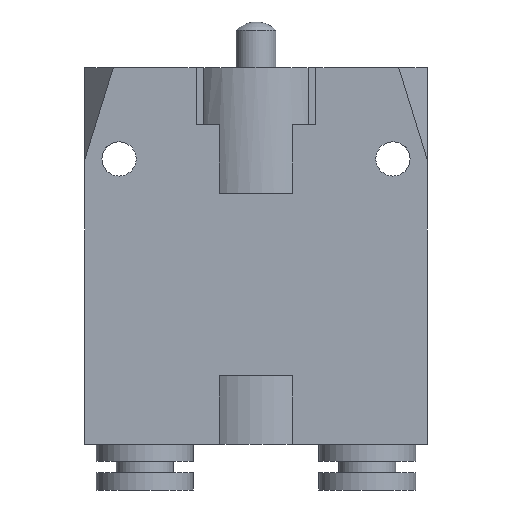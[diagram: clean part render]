
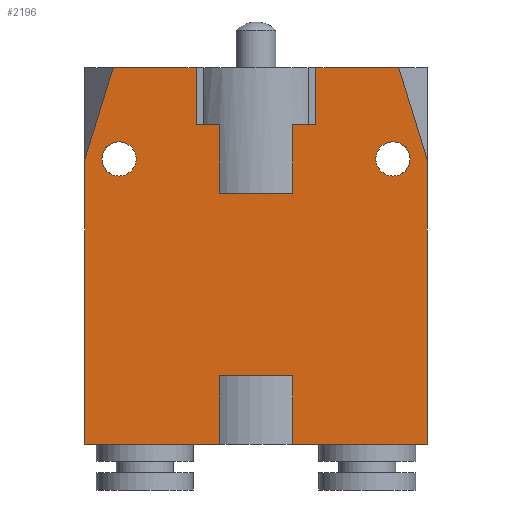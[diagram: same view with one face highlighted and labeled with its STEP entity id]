
A CAD part, front view. The second image highlights one B-rep face of the part: STEP entity #2196.
In plain terms, the highlighted planar face has unit normal (0, -1, 0).
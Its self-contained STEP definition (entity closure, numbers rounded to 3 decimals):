
#63=FACE_BOUND('',#366,.T.);
#64=FACE_BOUND('',#367,.T.);
#220=FACE_OUTER_BOUND('',#365,.T.);
#365=EDGE_LOOP('',(#1775,#1776,#1777,#1778,#1779,#1780,#1781,#1782,#1783,
#1784,#1785,#1786,#1787,#1788,#1789,#1790,#1791,#1792));
#366=EDGE_LOOP('',(#1793));
#367=EDGE_LOOP('',(#1794));
#415=CIRCLE('',#2318,1.5);
#417=CIRCLE('',#2321,1.5);
#428=LINE('',#3107,#640);
#441=LINE('',#3135,#653);
#448=LINE('',#3151,#660);
#511=LINE('',#3567,#723);
#513=LINE('',#3570,#725);
#517=LINE('',#3582,#729);
#566=LINE('',#3689,#778);
#570=LINE('',#3695,#782);
#571=LINE('',#3697,#783);
#573=LINE('',#3701,#785);
#575=LINE('',#3705,#787);
#576=LINE('',#3707,#788);
#579=LINE('',#3725,#791);
#585=LINE('',#3737,#797);
#600=LINE('',#3772,#812);
#602=LINE('',#3775,#814);
#624=LINE('',#3824,#836);
#625=LINE('',#3825,#837);
#640=VECTOR('',#2402,7.25);
#653=VECTOR('',#2417,7.25);
#660=VECTOR('',#2428,24.92);
#723=VECTOR('',#2595,8.458);
#725=VECTOR('',#2599,8.458);
#729=VECTOR('',#2607,6.4);
#778=VECTOR('',#2706,5.);
#782=VECTOR('',#2712,2.05);
#783=VECTOR('',#2715,6.);
#785=VECTOR('',#2719,6.);
#787=VECTOR('',#2723,2.05);
#788=VECTOR('',#2726,5.);
#791=VECTOR('',#2747,24.92);
#797=VECTOR('',#2755,6.);
#812=VECTOR('',#2786,6.);
#814=VECTOR('',#2790,6.4);
#836=VECTOR('',#2834,11.8);
#837=VECTOR('',#2835,11.8);
#861=VERTEX_POINT('',#3103);
#863=VERTEX_POINT('',#3106);
#876=VERTEX_POINT('',#3132);
#877=VERTEX_POINT('',#3134);
#883=VERTEX_POINT('',#3148);
#884=VERTEX_POINT('',#3150);
#957=VERTEX_POINT('',#3566);
#962=VERTEX_POINT('',#3579);
#963=VERTEX_POINT('',#3581);
#996=VERTEX_POINT('',#3688);
#997=VERTEX_POINT('',#3693);
#998=VERTEX_POINT('',#3699);
#999=VERTEX_POINT('',#3703);
#1000=VERTEX_POINT('',#3710);
#1002=VERTEX_POINT('',#3715);
#1005=VERTEX_POINT('',#3724);
#1008=VERTEX_POINT('',#3731);
#1010=VERTEX_POINT('',#3735);
#1021=VERTEX_POINT('',#3769);
#1022=VERTEX_POINT('',#3771);
#1060=EDGE_CURVE('',#863,#861,#428,.T.);
#1074=EDGE_CURVE('',#877,#876,#441,.T.);
#1082=EDGE_CURVE('',#884,#883,#448,.T.);
#1185=EDGE_CURVE('',#957,#863,#511,.T.);
#1187=EDGE_CURVE('',#876,#884,#513,.T.);
#1192=EDGE_CURVE('',#963,#962,#517,.T.);
#1246=EDGE_CURVE('',#861,#996,#566,.T.);
#1250=EDGE_CURVE('',#996,#997,#570,.T.);
#1251=EDGE_CURVE('',#997,#963,#571,.T.);
#1253=EDGE_CURVE('',#962,#998,#573,.T.);
#1255=EDGE_CURVE('',#998,#999,#575,.T.);
#1256=EDGE_CURVE('',#999,#877,#576,.T.);
#1257=EDGE_CURVE('',#1000,#1000,#415,.T.);
#1259=EDGE_CURVE('',#1002,#1002,#417,.T.);
#1263=EDGE_CURVE('',#1005,#957,#579,.T.);
#1269=EDGE_CURVE('',#1008,#1010,#585,.T.);
#1286=EDGE_CURVE('',#1022,#1021,#600,.T.);
#1288=EDGE_CURVE('',#1010,#1022,#602,.T.);
#1312=EDGE_CURVE('',#883,#1008,#624,.T.);
#1313=EDGE_CURVE('',#1021,#1005,#625,.T.);
#1775=ORIENTED_EDGE('',*,*,#1060,.T.);
#1776=ORIENTED_EDGE('',*,*,#1246,.T.);
#1777=ORIENTED_EDGE('',*,*,#1250,.T.);
#1778=ORIENTED_EDGE('',*,*,#1251,.T.);
#1779=ORIENTED_EDGE('',*,*,#1192,.T.);
#1780=ORIENTED_EDGE('',*,*,#1253,.T.);
#1781=ORIENTED_EDGE('',*,*,#1255,.T.);
#1782=ORIENTED_EDGE('',*,*,#1256,.T.);
#1783=ORIENTED_EDGE('',*,*,#1074,.T.);
#1784=ORIENTED_EDGE('',*,*,#1187,.T.);
#1785=ORIENTED_EDGE('',*,*,#1082,.T.);
#1786=ORIENTED_EDGE('',*,*,#1312,.T.);
#1787=ORIENTED_EDGE('',*,*,#1269,.T.);
#1788=ORIENTED_EDGE('',*,*,#1288,.T.);
#1789=ORIENTED_EDGE('',*,*,#1286,.T.);
#1790=ORIENTED_EDGE('',*,*,#1313,.T.);
#1791=ORIENTED_EDGE('',*,*,#1263,.T.);
#1792=ORIENTED_EDGE('',*,*,#1185,.T.);
#1793=ORIENTED_EDGE('',*,*,#1257,.T.);
#1794=ORIENTED_EDGE('',*,*,#1259,.T.);
#1963=PLANE('',#2345);
#2196=ADVANCED_FACE('',(#220,#63,#64),#1963,.T.);
#2318=AXIS2_PLACEMENT_3D('',#3711,#2731,#2732);
#2321=AXIS2_PLACEMENT_3D('',#3716,#2737,#2738);
#2345=AXIS2_PLACEMENT_3D('',#3823,#2832,#2833);
#2402=DIRECTION('',(-1.,0.,0.));
#2417=DIRECTION('',(-1.,0.,0.));
#2428=DIRECTION('',(0.,0.,-1.));
#2595=DIRECTION('',(-0.296,0.,0.955));
#2599=DIRECTION('',(-0.296,0.,-0.955));
#2607=DIRECTION('',(-1.,0.,0.));
#2706=DIRECTION('',(0.,0.,-1.));
#2712=DIRECTION('',(-1.,0.,0.));
#2715=DIRECTION('',(0.,0.,-1.));
#2719=DIRECTION('',(0.,0.,1.));
#2723=DIRECTION('',(-1.,0.,0.));
#2726=DIRECTION('',(0.,0.,1.));
#2731=DIRECTION('center_axis',(0.,1.,0.));
#2732=DIRECTION('ref_axis',(1.,0.,0.));
#2737=DIRECTION('center_axis',(0.,1.,0.));
#2738=DIRECTION('ref_axis',(1.,0.,0.));
#2747=DIRECTION('',(0.,0.,1.));
#2755=DIRECTION('',(0.,0.,1.));
#2786=DIRECTION('',(0.,0.,-1.));
#2790=DIRECTION('',(1.,0.,0.));
#2832=DIRECTION('center_axis',(0.,-1.,0.));
#2833=DIRECTION('ref_axis',(0.,0.,-1.));
#2834=DIRECTION('',(1.,0.,0.));
#2835=DIRECTION('',(1.,0.,0.));
#3103=CARTESIAN_POINT('',(5.25,-7.5,14.5));
#3106=CARTESIAN_POINT('',(12.5,-7.5,14.5));
#3107=CARTESIAN_POINT('',(7.5,-7.5,14.5));
#3132=CARTESIAN_POINT('',(-12.5,-7.5,14.5));
#3134=CARTESIAN_POINT('',(-5.25,-7.5,14.5));
#3135=CARTESIAN_POINT('',(7.5,-7.5,14.5));
#3148=CARTESIAN_POINT('',(-15.,-7.5,-18.5));
#3150=CARTESIAN_POINT('',(-15.,-7.5,6.42));
#3151=CARTESIAN_POINT('',(-15.,-7.5,18.5));
#3566=CARTESIAN_POINT('',(15.,-7.5,6.42));
#3567=CARTESIAN_POINT('',(14.001,-7.5,9.648));
#3570=CARTESIAN_POINT('',(-14.001,-7.5,9.648));
#3579=CARTESIAN_POINT('',(-3.2,-7.5,3.5));
#3581=CARTESIAN_POINT('',(3.2,-7.5,3.5));
#3582=CARTESIAN_POINT('',(-1.6,-7.5,3.5));
#3688=CARTESIAN_POINT('',(5.25,-7.5,9.5));
#3689=CARTESIAN_POINT('',(5.25,-7.5,4.75));
#3693=CARTESIAN_POINT('',(3.2,-7.5,9.5));
#3695=CARTESIAN_POINT('',(1.6,-7.5,9.5));
#3697=CARTESIAN_POINT('',(3.2,-7.5,1.75));
#3699=CARTESIAN_POINT('',(-3.2,-7.5,9.5));
#3701=CARTESIAN_POINT('',(-3.2,-7.5,4.75));
#3703=CARTESIAN_POINT('',(-5.25,-7.5,9.5));
#3705=CARTESIAN_POINT('',(-2.625,-7.5,9.5));
#3707=CARTESIAN_POINT('',(-5.25,-7.5,7.25));
#3710=CARTESIAN_POINT('',(10.5,-7.5,6.5));
#3711=CARTESIAN_POINT('Origin',(12.,-7.5,6.5));
#3715=CARTESIAN_POINT('',(-13.5,-7.5,6.5));
#3716=CARTESIAN_POINT('Origin',(-12.,-7.5,6.5));
#3724=CARTESIAN_POINT('',(15.,-7.5,-18.5));
#3725=CARTESIAN_POINT('',(15.,-7.5,-18.5));
#3731=CARTESIAN_POINT('',(-3.2,-7.5,-18.5));
#3735=CARTESIAN_POINT('',(-3.2,-7.5,-12.5));
#3737=CARTESIAN_POINT('',(-3.2,-7.5,-9.25));
#3769=CARTESIAN_POINT('',(3.2,-7.5,-18.5));
#3771=CARTESIAN_POINT('',(3.2,-7.5,-12.5));
#3772=CARTESIAN_POINT('',(3.2,-7.5,-9.25));
#3775=CARTESIAN_POINT('',(0.,-7.5,-12.5));
#3823=CARTESIAN_POINT('Origin',(0.,-7.5,0.));
#3824=CARTESIAN_POINT('',(-15.,-7.5,-18.5));
#3825=CARTESIAN_POINT('',(-15.,-7.5,-18.5));
